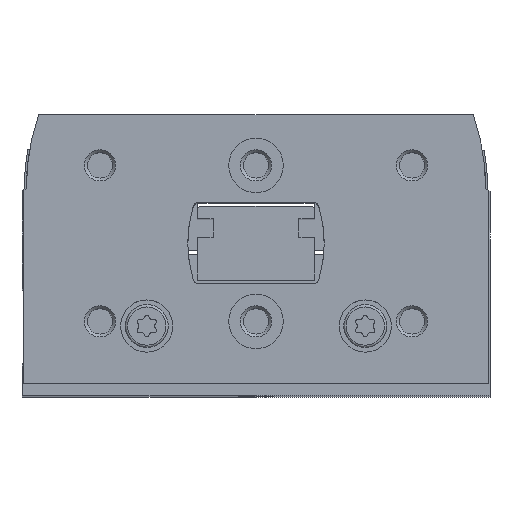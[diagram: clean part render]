
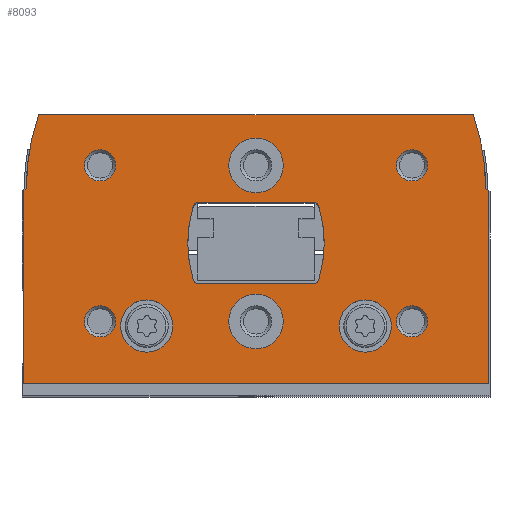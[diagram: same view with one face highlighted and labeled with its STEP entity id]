
A CAD part, top view. The second image highlights one B-rep face of the part: STEP entity #8093.
In plain terms, the highlighted planar face has unit normal (0, 0, 1).
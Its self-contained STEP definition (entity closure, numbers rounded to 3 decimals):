
#364=LINE('',#12615,#814);
#369=LINE('',#12625,#819);
#387=LINE('',#12671,#837);
#393=LINE('',#12683,#843);
#407=LINE('',#12758,#857);
#409=LINE('',#12761,#859);
#410=LINE('',#12793,#860);
#411=LINE('',#12813,#861);
#814=VECTOR('',#10366,1000.);
#819=VECTOR('',#10373,1000.);
#837=VECTOR('',#10409,1000.);
#843=VECTOR('',#10419,1000.);
#857=VECTOR('',#10477,1000.);
#859=VECTOR('',#10481,1000.);
#860=VECTOR('',#10514,1000.);
#861=VECTOR('',#10535,1000.);
#1080=PLANE('',#8798);
#2201=ORIENTED_EDGE('',*,*,#3616,.F.);
#2202=ORIENTED_EDGE('',*,*,#3617,.F.);
#2203=ORIENTED_EDGE('',*,*,#3618,.T.);
#2204=ORIENTED_EDGE('',*,*,#3619,.T.);
#2205=ORIENTED_EDGE('',*,*,#3620,.T.);
#2206=ORIENTED_EDGE('',*,*,#3621,.T.);
#2207=ORIENTED_EDGE('',*,*,#3622,.T.);
#2208=ORIENTED_EDGE('',*,*,#3623,.T.);
#2209=ORIENTED_EDGE('',*,*,#3577,.F.);
#2210=ORIENTED_EDGE('',*,*,#3597,.F.);
#2211=ORIENTED_EDGE('',*,*,#3589,.F.);
#2212=ORIENTED_EDGE('',*,*,#3586,.F.);
#2213=ORIENTED_EDGE('',*,*,#3624,.F.);
#2214=ORIENTED_EDGE('',*,*,#3625,.F.);
#2215=ORIENTED_EDGE('',*,*,#3626,.F.);
#2216=ORIENTED_EDGE('',*,*,#3580,.F.);
#2217=ORIENTED_EDGE('',*,*,#3564,.T.);
#2218=ORIENTED_EDGE('',*,*,#3558,.T.);
#2219=ORIENTED_EDGE('',*,*,#3599,.T.);
#2220=ORIENTED_EDGE('',*,*,#3529,.T.);
#2221=ORIENTED_EDGE('',*,*,#3534,.T.);
#2222=ORIENTED_EDGE('',*,*,#3538,.T.);
#2223=ORIENTED_EDGE('',*,*,#3615,.T.);
#2224=ORIENTED_EDGE('',*,*,#3570,.T.);
#3529=EDGE_CURVE('',#4337,#4336,#364,.T.);
#3534=EDGE_CURVE('',#4336,#4340,#369,.T.);
#3538=EDGE_CURVE('',#4340,#4342,#4843,.T.);
#3558=EDGE_CURVE('',#4357,#4359,#387,.T.);
#3564=EDGE_CURVE('',#4363,#4357,#393,.T.);
#3570=EDGE_CURVE('',#4368,#4363,#4849,.T.);
#3577=EDGE_CURVE('',#4372,#4373,#4852,.T.);
#3580=EDGE_CURVE('',#4373,#4374,#4853,.T.);
#3586=EDGE_CURVE('',#4378,#4379,#4856,.T.);
#3589=EDGE_CURVE('',#4379,#4381,#4857,.T.);
#3597=EDGE_CURVE('',#4381,#4372,#407,.T.);
#3599=EDGE_CURVE('',#4359,#4337,#409,.T.);
#3615=EDGE_CURVE('',#4342,#4368,#410,.T.);
#3616=EDGE_CURVE('',#4402,#4402,#4878,.T.);
#3617=EDGE_CURVE('',#4403,#4403,#4879,.T.);
#3618=EDGE_CURVE('',#4404,#4404,#4880,.T.);
#3619=EDGE_CURVE('',#4405,#4405,#4881,.T.);
#3620=EDGE_CURVE('',#4406,#4406,#4882,.T.);
#3621=EDGE_CURVE('',#4407,#4407,#4883,.T.);
#3622=EDGE_CURVE('',#4408,#4408,#4884,.T.);
#3623=EDGE_CURVE('',#4409,#4409,#4885,.T.);
#3624=EDGE_CURVE('',#4410,#4378,#4886,.T.);
#3625=EDGE_CURVE('',#4411,#4410,#411,.T.);
#3626=EDGE_CURVE('',#4374,#4411,#4887,.T.);
#4336=VERTEX_POINT('',#12614);
#4337=VERTEX_POINT('',#12616);
#4340=VERTEX_POINT('',#12624);
#4342=VERTEX_POINT('',#12631);
#4357=VERTEX_POINT('',#12665);
#4359=VERTEX_POINT('',#12670);
#4363=VERTEX_POINT('',#12681);
#4368=VERTEX_POINT('',#12696);
#4372=VERTEX_POINT('',#12710);
#4373=VERTEX_POINT('',#12712);
#4374=VERTEX_POINT('',#12720);
#4378=VERTEX_POINT('',#12733);
#4379=VERTEX_POINT('',#12735);
#4381=VERTEX_POINT('',#12744);
#4402=VERTEX_POINT('',#12796);
#4403=VERTEX_POINT('',#12798);
#4404=VERTEX_POINT('',#12800);
#4405=VERTEX_POINT('',#12802);
#4406=VERTEX_POINT('',#12804);
#4407=VERTEX_POINT('',#12806);
#4408=VERTEX_POINT('',#12808);
#4409=VERTEX_POINT('',#12810);
#4410=VERTEX_POINT('',#12812);
#4411=VERTEX_POINT('',#12814);
#4843=CIRCLE('',#8750,29.);
#4849=CIRCLE('',#8762,29.);
#4852=CIRCLE('',#8766,0.8);
#4853=CIRCLE('',#8768,16.);
#4856=CIRCLE('',#8772,16.);
#4857=CIRCLE('',#8774,0.8);
#4878=CIRCLE('',#8799,3.35);
#4879=CIRCLE('',#8800,3.35);
#4880=CIRCLE('',#8801,3.5);
#4881=CIRCLE('',#8802,3.5);
#4882=CIRCLE('',#8803,2.);
#4883=CIRCLE('',#8804,2.);
#4884=CIRCLE('',#8805,2.);
#4885=CIRCLE('',#8806,2.);
#4886=CIRCLE('',#8807,0.8);
#4887=CIRCLE('',#8808,0.8);
#5409=EDGE_LOOP('',(#2201));
#5410=EDGE_LOOP('',(#2202));
#5411=EDGE_LOOP('',(#2203));
#5412=EDGE_LOOP('',(#2204));
#5413=EDGE_LOOP('',(#2205));
#5414=EDGE_LOOP('',(#2206));
#5415=EDGE_LOOP('',(#2207));
#5416=EDGE_LOOP('',(#2208));
#5417=EDGE_LOOP('',(#2209,#2210,#2211,#2212,#2213,#2214,#2215,#2216));
#5418=EDGE_LOOP('',(#2217,#2218,#2219,#2220,#2221,#2222,#2223,#2224));
#6039=FACE_BOUND('',#5409,.T.);
#6040=FACE_BOUND('',#5410,.T.);
#6041=FACE_BOUND('',#5411,.T.);
#6042=FACE_BOUND('',#5412,.T.);
#6043=FACE_BOUND('',#5413,.T.);
#6044=FACE_BOUND('',#5414,.T.);
#6045=FACE_BOUND('',#5415,.T.);
#6046=FACE_BOUND('',#5416,.T.);
#6047=FACE_BOUND('',#5417,.T.);
#6048=FACE_BOUND('',#5418,.T.);
#8093=ADVANCED_FACE('',(#6039,#6040,#6041,#6042,#6043,#6044,#6045,#6046,
#6047,#6048),#1080,.T.);
#8750=AXIS2_PLACEMENT_3D('',#12632,#10380,#10381);
#8762=AXIS2_PLACEMENT_3D('',#12695,#10430,#10431);
#8766=AXIS2_PLACEMENT_3D('',#12711,#10441,#10442);
#8768=AXIS2_PLACEMENT_3D('',#12719,#10446,#10447);
#8772=AXIS2_PLACEMENT_3D('',#12734,#10456,#10457);
#8774=AXIS2_PLACEMENT_3D('',#12743,#10461,#10462);
#8798=AXIS2_PLACEMENT_3D('',#12794,#10515,#10516);
#8799=AXIS2_PLACEMENT_3D('',#12795,#10517,#10518);
#8800=AXIS2_PLACEMENT_3D('',#12797,#10519,#10520);
#8801=AXIS2_PLACEMENT_3D('',#12799,#10521,#10522);
#8802=AXIS2_PLACEMENT_3D('',#12801,#10523,#10524);
#8803=AXIS2_PLACEMENT_3D('',#12803,#10525,#10526);
#8804=AXIS2_PLACEMENT_3D('',#12805,#10527,#10528);
#8805=AXIS2_PLACEMENT_3D('',#12807,#10529,#10530);
#8806=AXIS2_PLACEMENT_3D('',#12809,#10531,#10532);
#8807=AXIS2_PLACEMENT_3D('',#12811,#10533,#10534);
#8808=AXIS2_PLACEMENT_3D('',#12815,#10536,#10537);
#10366=DIRECTION('',(0.,1.,0.));
#10373=DIRECTION('',(-0.866,0.5,0.));
#10380=DIRECTION('',(0.,0.,1.));
#10381=DIRECTION('',(1.,0.,0.));
#10409=DIRECTION('',(0.,-1.,0.));
#10419=DIRECTION('',(-0.866,-0.5,0.));
#10430=DIRECTION('',(0.,0.,1.));
#10431=DIRECTION('',(1.,0.,0.));
#10441=DIRECTION('',(0.,0.,1.));
#10442=DIRECTION('',(1.,0.,0.));
#10446=DIRECTION('',(0.,0.,1.));
#10447=DIRECTION('',(1.,0.,0.));
#10456=DIRECTION('',(0.,0.,1.));
#10457=DIRECTION('',(1.,0.,0.));
#10461=DIRECTION('',(0.,0.,1.));
#10462=DIRECTION('',(1.,0.,0.));
#10477=DIRECTION('',(-1.,0.,0.));
#10481=DIRECTION('',(1.,0.,0.));
#10514=DIRECTION('',(-1.,0.,0.));
#10515=DIRECTION('',(0.,0.,1.));
#10516=DIRECTION('',(1.,0.,0.));
#10517=DIRECTION('',(0.,0.,1.));
#10518=DIRECTION('',(1.,0.,0.));
#10519=DIRECTION('',(0.,0.,1.));
#10520=DIRECTION('',(1.,0.,0.));
#10521=DIRECTION('',(0.,0.,-1.));
#10522=DIRECTION('',(-1.,0.,0.));
#10523=DIRECTION('',(0.,0.,-1.));
#10524=DIRECTION('',(-1.,0.,0.));
#10525=DIRECTION('',(0.,0.,-1.));
#10526=DIRECTION('',(-1.,0.,0.));
#10527=DIRECTION('',(0.,0.,-1.));
#10528=DIRECTION('',(-1.,0.,0.));
#10529=DIRECTION('',(0.,0.,-1.));
#10530=DIRECTION('',(-1.,0.,0.));
#10531=DIRECTION('',(0.,0.,-1.));
#10532=DIRECTION('',(-1.,0.,0.));
#10533=DIRECTION('',(0.,0.,1.));
#10534=DIRECTION('',(1.,0.,0.));
#10535=DIRECTION('',(1.,0.,0.));
#10536=DIRECTION('',(0.,0.,1.));
#10537=DIRECTION('',(1.,0.,0.));
#12614=CARTESIAN_POINT('',(29.75,24.827,0.));
#12615=CARTESIAN_POINT('',(29.75,0.,0.));
#12616=CARTESIAN_POINT('',(29.75,0.,0.));
#12624=CARTESIAN_POINT('',(29.45,25.,0.));
#12625=CARTESIAN_POINT('',(29.75,24.827,0.));
#12631=CARTESIAN_POINT('',(27.85,34.5,0.));
#12632=CARTESIAN_POINT('',(0.45,25.,0.));
#12665=CARTESIAN_POINT('',(-29.75,24.827,0.));
#12670=CARTESIAN_POINT('',(-29.75,0.,0.));
#12671=CARTESIAN_POINT('',(-29.75,24.827,0.));
#12681=CARTESIAN_POINT('',(-29.45,25.,0.));
#12683=CARTESIAN_POINT('',(-29.45,25.,0.));
#12695=CARTESIAN_POINT('',(-0.45,25.,0.));
#12696=CARTESIAN_POINT('',(-27.85,34.5,0.));
#12710=CARTESIAN_POINT('',(-7.284,23.3,0.));
#12711=CARTESIAN_POINT('',(-7.284,22.5,0.));
#12712=CARTESIAN_POINT('',(-8.049,22.734,0.));
#12719=CARTESIAN_POINT('',(7.25,18.05,0.));
#12720=CARTESIAN_POINT('',(-8.049,13.366,0.));
#12733=CARTESIAN_POINT('',(8.049,13.366,0.));
#12734=CARTESIAN_POINT('',(-7.25,18.05,0.));
#12735=CARTESIAN_POINT('',(8.049,22.734,0.));
#12743=CARTESIAN_POINT('',(7.284,22.5,0.));
#12744=CARTESIAN_POINT('',(7.284,23.3,0.));
#12758=CARTESIAN_POINT('',(7.284,23.3,0.));
#12761=CARTESIAN_POINT('',(-29.75,0.,0.));
#12793=CARTESIAN_POINT('',(27.85,34.5,0.));
#12794=CARTESIAN_POINT('',(0.45,25.,0.));
#12795=CARTESIAN_POINT('',(-14.,7.4,0.));
#12796=CARTESIAN_POINT('',(-10.65,7.4,0.));
#12797=CARTESIAN_POINT('',(14.,7.4,0.));
#12798=CARTESIAN_POINT('',(17.35,7.4,0.));
#12799=CARTESIAN_POINT('',(0.,8.,0.));
#12800=CARTESIAN_POINT('',(-3.5,8.,0.));
#12801=CARTESIAN_POINT('',(0.,28.,0.));
#12802=CARTESIAN_POINT('',(-3.5,28.,0.));
#12803=CARTESIAN_POINT('',(20.,8.,0.));
#12804=CARTESIAN_POINT('',(18.,8.,0.));
#12805=CARTESIAN_POINT('',(-20.,8.,0.));
#12806=CARTESIAN_POINT('',(-22.,8.,0.));
#12807=CARTESIAN_POINT('',(-20.,28.,0.));
#12808=CARTESIAN_POINT('',(-22.,28.,0.));
#12809=CARTESIAN_POINT('',(20.,28.,0.));
#12810=CARTESIAN_POINT('',(18.,28.,0.));
#12811=CARTESIAN_POINT('',(7.284,13.6,0.));
#12812=CARTESIAN_POINT('',(7.284,12.8,0.));
#12813=CARTESIAN_POINT('',(-7.284,12.8,0.));
#12814=CARTESIAN_POINT('',(-7.284,12.8,0.));
#12815=CARTESIAN_POINT('',(-7.284,13.6,0.));
